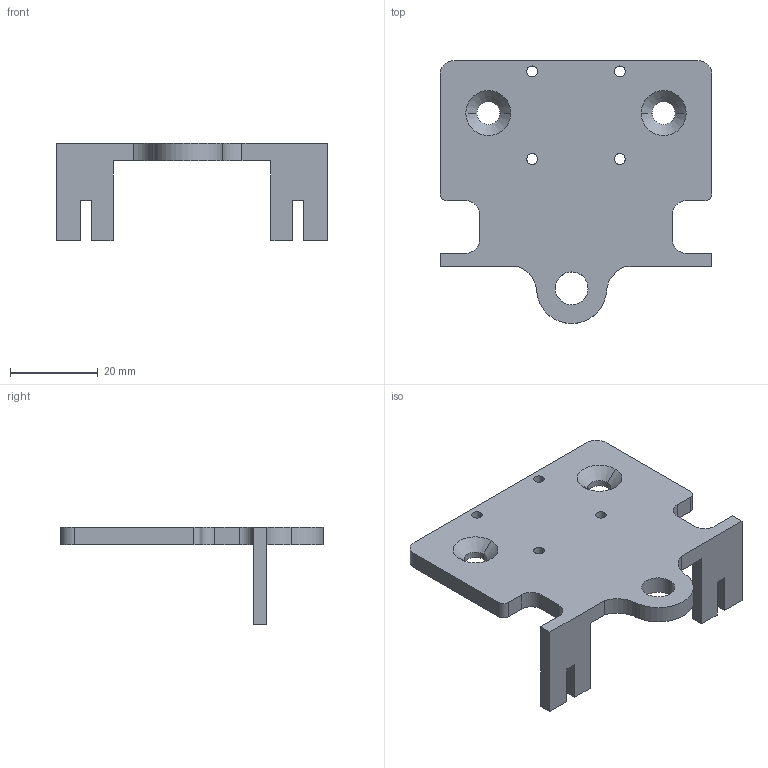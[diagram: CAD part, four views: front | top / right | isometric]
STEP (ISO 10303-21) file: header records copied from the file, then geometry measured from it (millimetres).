
FILE_DESCRIPTION (( 'STEP AP203' ), '1' );
FILE_NAME ('E3-V-slot.STEP', '2021-01-08T18:19:28', ( '' ), ( '' ), 'SwSTEP 2.0', 'SolidWorks 2020', '' );
FILE_SCHEMA (( 'CONFIG_CONTROL_DESIGN' ));
Length unit declared in the file: millimetre
Products named in the file (1): E3-V-slot
Bounding box: 62 x 60 x 22.21 mm (x, y, z)
Volume: 12299.1 mm3; surface area: 8114.1 mm2
Topology: 1 solids, 1 shells, 56 faces, 158 edges, 104 vertices
Faces by surface type: plane 27, cylinder 25, cone 4
Entity records: 1929 total; most frequent: DIRECTION 326, CARTESIAN_POINT 319, ORIENTED_EDGE 316, EDGE_CURVE 158, AXIS2_PLACEMENT_3D 111, LINE 104, VERTEX_POINT 104, VECTOR 104
